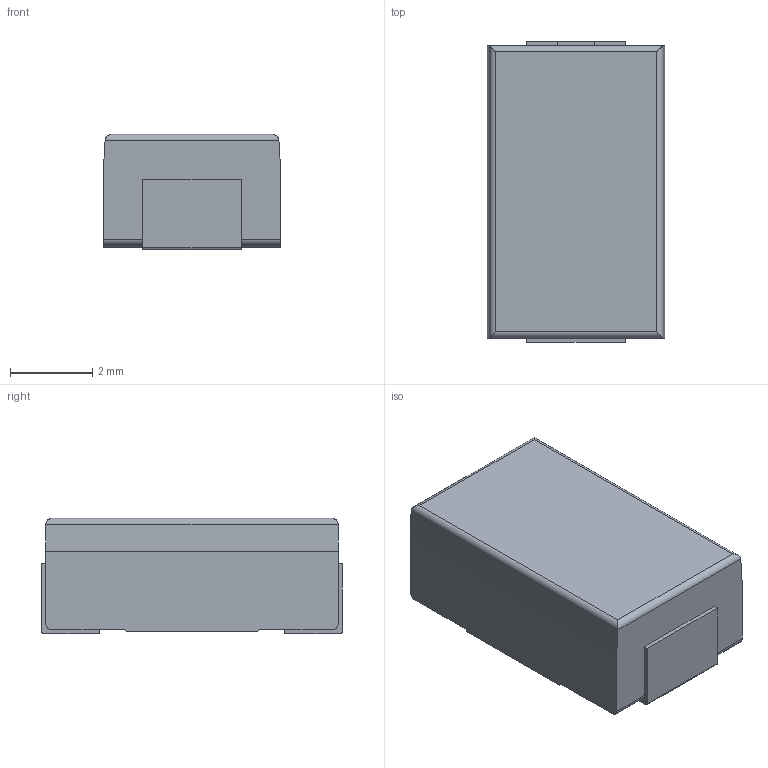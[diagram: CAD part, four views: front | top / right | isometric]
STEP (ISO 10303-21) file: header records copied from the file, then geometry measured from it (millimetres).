
FILE_DESCRIPTION((''),'2;1');
FILE_NAME('CAP_TANT_D_KEMET','2010-09-23T',('TSSWIE001'),(''),'PRO/ENGINEER BY PARAMETRIC TECHNOLOGY CORPORATION, 2008310','PRO/ENGINEER BY PARAMETRIC TECHNOLOGY CORPORATION, 2008310','');
FILE_SCHEMA(('AUTOMOTIVE_DESIGN_CC2 { 1 2 10303 214 -1 1 5 2 }'));
Length unit declared in the file: millimetre
Products named in the file (1): CAP_TANT_D_KEMET
Bounding box: 4.3 x 7.3 x 2.8 mm (x, y, z)
Volume: 83.9 mm3; surface area: 124.3 mm2
Topology: 1 solids, 1 shells, 41 faces, 115 edges, 78 vertices
Faces by surface type: plane 29, cylinder 12
Entity records: 1580 total; most frequent: CARTESIAN_POINT 283, ORIENTED_EDGE 228, DIRECTION 209, EDGE_CURVE 114, VECTOR 91, LINE 91, VERTEX_POINT 76, AXIS2_PLACEMENT_3D 59
